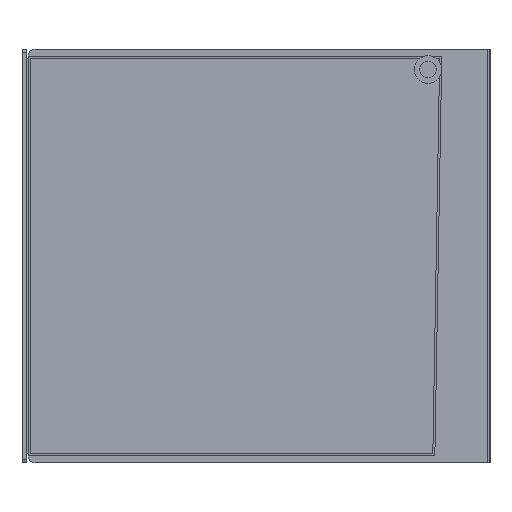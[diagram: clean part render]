
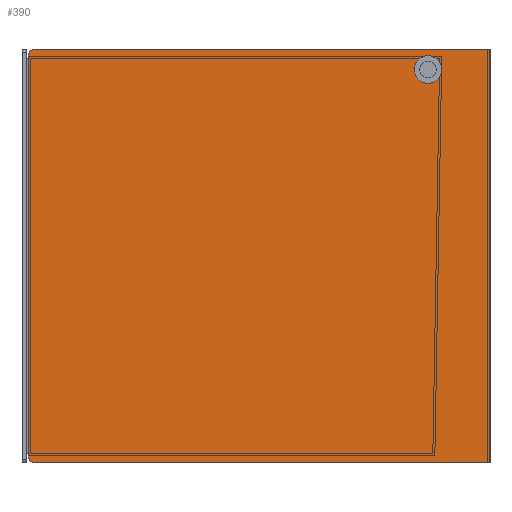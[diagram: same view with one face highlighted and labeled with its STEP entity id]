
A CAD part, left-side view. The second image highlights one B-rep face of the part: STEP entity #390.
In plain terms, the highlighted planar face has unit normal (-1, 0, 0).
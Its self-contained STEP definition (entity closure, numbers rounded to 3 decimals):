
#114 = PLANE ( 'NONE',  #577 ) ;
#169 = DIRECTION ( 'NONE',  ( -1., 0., 0. ) ) ;
#187 = DIRECTION ( 'NONE',  ( -1., 0., 0. ) ) ;
#205 = VECTOR ( 'NONE', #515, 1000. ) ;
#223 = EDGE_CURVE ( 'NONE', #1644, #1635, #810, .T. ) ;
#263 = EDGE_CURVE ( 'NONE', #1921, #847, #1626, .T. ) ;
#276 = CARTESIAN_POINT ( 'NONE',  ( -400., -679., 300. ) ) ;
#326 = ORIENTED_EDGE ( 'NONE', *, *, #223, .T. ) ;
#327 = CARTESIAN_POINT ( 'NONE',  ( -400., -609., 300. ) ) ;
#390 = ADVANCED_FACE ( 'NONE', ( #401, #1382 ), #114, .F. ) ;
#401 = FACE_BOUND ( 'NONE', #1834, .T. ) ;
#409 = AXIS2_PLACEMENT_3D ( 'NONE', #1284, #187, #1478 ) ;
#451 = ORIENTED_EDGE ( 'NONE', *, *, #550, .T. ) ;
#481 = CARTESIAN_POINT ( 'NONE',  ( -400., -609., 300. ) ) ;
#483 = EDGE_LOOP ( 'NONE', ( #2075, #1738, #756, #326, #1662, #451 ) ) ;
#515 = DIRECTION ( 'NONE',  ( 0., 1., 0. ) ) ;
#550 = EDGE_CURVE ( 'NONE', #936, #1921, #2023, .T. ) ;
#559 = DIRECTION ( 'NONE',  ( 0., 1., 0. ) ) ;
#577 = AXIS2_PLACEMENT_3D ( 'NONE', #481, #1210, #2312 ) ;
#700 = DIRECTION ( 'NONE',  ( -1., 0., 0. ) ) ;
#756 = ORIENTED_EDGE ( 'NONE', *, *, #1480, .T. ) ;
#764 = CARTESIAN_POINT ( 'NONE',  ( -400., -9., -290. ) ) ;
#805 = CIRCLE ( 'NONE', #409, 20. ) ;
#810 = CIRCLE ( 'NONE', #1124, 10. ) ;
#811 = CARTESIAN_POINT ( 'NONE',  ( -400., -679., -300. ) ) ;
#847 = VERTEX_POINT ( 'NONE', #1250 ) ;
#936 = VERTEX_POINT ( 'NONE', #811 ) ;
#943 = CARTESIAN_POINT ( 'NONE',  ( -400., -19., -300. ) ) ;
#1017 = ORIENTED_EDGE ( 'NONE', *, *, #1542, .F. ) ;
#1071 = CARTESIAN_POINT ( 'NONE',  ( -400., -589., 250.5 ) ) ;
#1103 = CARTESIAN_POINT ( 'NONE',  ( -400., -679., -380.623 ) ) ;
#1115 = CARTESIAN_POINT ( 'NONE',  ( -400., -609., -300. ) ) ;
#1124 = AXIS2_PLACEMENT_3D ( 'NONE', #1454, #169, #1264 ) ;
#1210 = DIRECTION ( 'NONE',  ( 1., 0., 0. ) ) ;
#1228 = DIRECTION ( 'NONE',  ( 0., 0., 1. ) ) ;
#1250 = CARTESIAN_POINT ( 'NONE',  ( -400., -19., 300. ) ) ;
#1264 = DIRECTION ( 'NONE',  ( 0., 0., -1. ) ) ;
#1284 = CARTESIAN_POINT ( 'NONE',  ( -400., -589., 270.5 ) ) ;
#1372 = EDGE_CURVE ( 'NONE', #847, #2166, #1585, .T. ) ;
#1382 = FACE_OUTER_BOUND ( 'NONE', #483, .T. ) ;
#1454 = CARTESIAN_POINT ( 'NONE',  ( -400., -19., -290. ) ) ;
#1477 = VECTOR ( 'NONE', #1825, 1000. ) ;
#1478 = DIRECTION ( 'NONE',  ( 0., 0., -1. ) ) ;
#1480 = EDGE_CURVE ( 'NONE', #2166, #1644, #1957, .T. ) ;
#1526 = VECTOR ( 'NONE', #1228, 1000. ) ;
#1542 = EDGE_CURVE ( 'NONE', #1913, #1913, #805, .T. ) ;
#1573 = AXIS2_PLACEMENT_3D ( 'NONE', #1799, #700, #1980 ) ;
#1581 = EDGE_CURVE ( 'NONE', #936, #1635, #2087, .T. ) ;
#1585 = CIRCLE ( 'NONE', #1573, 10. ) ;
#1618 = VECTOR ( 'NONE', #559, 1000. ) ;
#1621 = CARTESIAN_POINT ( 'NONE',  ( -400., -9., 300. ) ) ;
#1626 = LINE ( 'NONE', #327, #205 ) ;
#1635 = VERTEX_POINT ( 'NONE', #943 ) ;
#1644 = VERTEX_POINT ( 'NONE', #764 ) ;
#1662 = ORIENTED_EDGE ( 'NONE', *, *, #1581, .F. ) ;
#1738 = ORIENTED_EDGE ( 'NONE', *, *, #1372, .T. ) ;
#1799 = CARTESIAN_POINT ( 'NONE',  ( -400., -19., 290. ) ) ;
#1825 = DIRECTION ( 'NONE',  ( 0., 0., -1. ) ) ;
#1834 = EDGE_LOOP ( 'NONE', ( #1017 ) ) ;
#1913 = VERTEX_POINT ( 'NONE', #1071 ) ;
#1921 = VERTEX_POINT ( 'NONE', #276 ) ;
#1957 = LINE ( 'NONE', #1621, #1477 ) ;
#1980 = DIRECTION ( 'NONE',  ( 0., 0., -1. ) ) ;
#2023 = LINE ( 'NONE', #1103, #1526 ) ;
#2075 = ORIENTED_EDGE ( 'NONE', *, *, #263, .T. ) ;
#2087 = LINE ( 'NONE', #1115, #1618 ) ;
#2166 = VERTEX_POINT ( 'NONE', #2242 ) ;
#2242 = CARTESIAN_POINT ( 'NONE',  ( -400., -9., 290. ) ) ;
#2312 = DIRECTION ( 'NONE',  ( 0., 0., -1. ) ) ;
